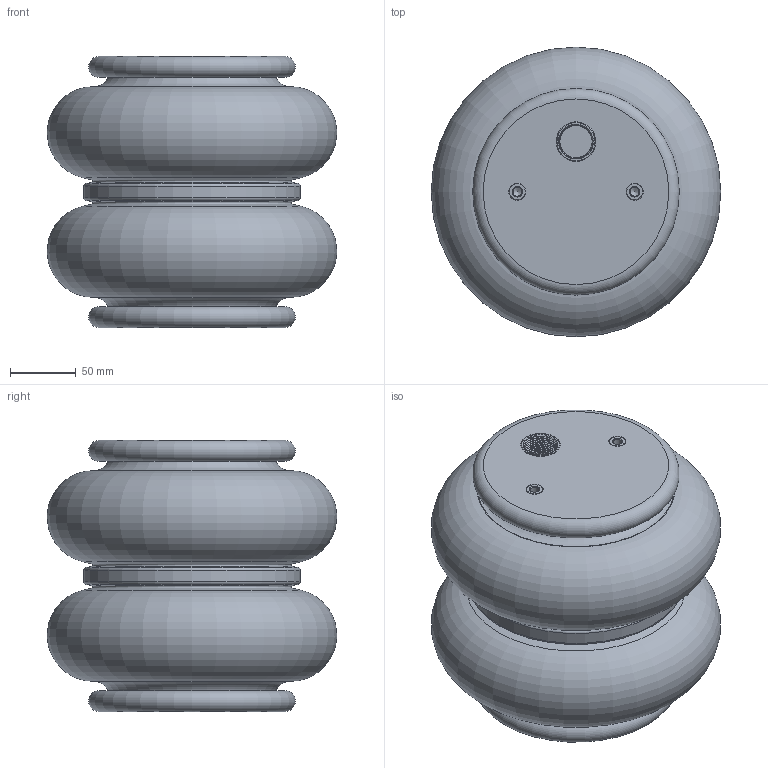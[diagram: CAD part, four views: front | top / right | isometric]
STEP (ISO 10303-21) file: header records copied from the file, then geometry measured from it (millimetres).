
FILE_DESCRIPTION(/* description */ (''),/* implementation_level */ '2;1');
FILE_NAME(/* name */ '6W-220x2-01.stp',/* time_stamp */ '2021-06-09T07:48:34+02:00',/* author */ (''),/* organization */ (''),/* preprocessor_version */ 'ST-DEVELOPER v18.1',/* originating_system */ 'SIEMENS PLM Software NX 1965',/* authorisation */ '');
FILE_SCHEMA (('AP203_CONFIGURATION_CONTROLLED_3D_DESIGN_OF_MECHANICAL_PARTS_AND_ASSEMBLIES_MIM_LF { 1 0 10303 403 2 1 2}'));
Length unit declared in the file: millimetre
Products named in the file (1): hoff06C072A5f3lg
Bounding box: 219.93 x 219.93 x 206 mm (x, y, z)
Volume: 1075783.1 mm3; surface area: 650548.1 mm2
Topology: 58 solids, 108 shells, 210 faces, 406 edges, 223 vertices
Faces by surface type: torus 131, plane 27, cone 26, cylinder 24, bspline 2
Full cylindrical faces by diameter (mm): 6.8 x4, 13 x8, 15 x4, 30 x2, 34 x1, 125.168 x2, 164.5 x1
Entity records: 5579 total; most frequent: CARTESIAN_POINT 2193, DIRECTION 634, AXIS2_PLACEMENT_3D 317, FACE_BOUND 306, ORIENTED_EDGE 232, VERTEX_POINT 214, EDGE_LOOP 212, ADVANCED_FACE 210
